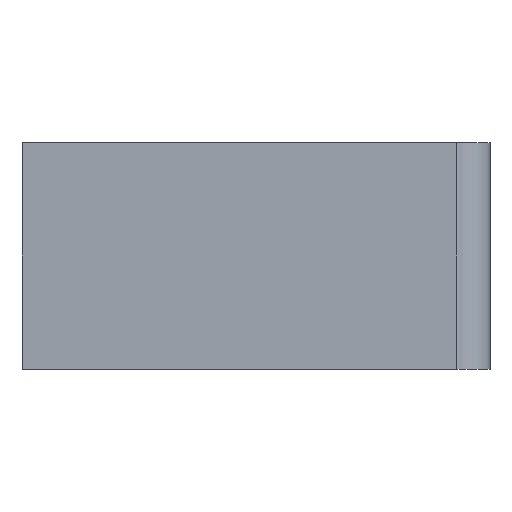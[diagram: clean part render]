
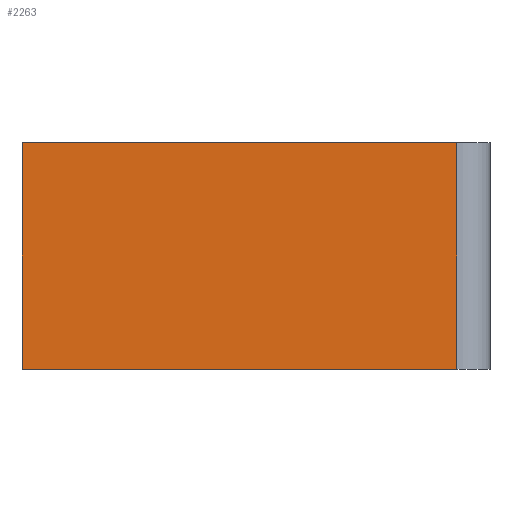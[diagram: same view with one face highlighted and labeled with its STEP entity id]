
A CAD part, left-side view. The second image highlights one B-rep face of the part: STEP entity #2263.
In plain terms, the highlighted planar face has unit normal (-1, 0, 0).
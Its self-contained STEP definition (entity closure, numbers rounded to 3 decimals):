
#39=PLANE('',#2415);
#151=FACE_OUTER_BOUND('',#281,.T.);
#281=EDGE_LOOP('',(#1667,#1668,#1669,#1670));
#418=LINE('',#3178,#714);
#466=LINE('',#3291,#762);
#472=LINE('',#3307,#768);
#478=LINE('',#3318,#774);
#714=VECTOR('',#2564,10.);
#762=VECTOR('',#2632,10.);
#768=VECTOR('',#2648,10.);
#774=VECTOR('',#2656,10.);
#1041=VERTEX_POINT('',#3171);
#1044=VERTEX_POINT('',#3176);
#1099=VERTEX_POINT('',#3290);
#1104=VERTEX_POINT('',#3306);
#1260=EDGE_CURVE('',#1044,#1041,#418,.T.);
#1316=EDGE_CURVE('',#1099,#1041,#466,.T.);
#1324=EDGE_CURVE('',#1104,#1099,#472,.T.);
#1330=EDGE_CURVE('',#1104,#1044,#478,.T.);
#1667=ORIENTED_EDGE('',*,*,#1260,.F.);
#1668=ORIENTED_EDGE('',*,*,#1330,.F.);
#1669=ORIENTED_EDGE('',*,*,#1324,.T.);
#1670=ORIENTED_EDGE('',*,*,#1316,.T.);
#2263=ADVANCED_FACE('',(#151),#39,.T.);
#2415=AXIS2_PLACEMENT_3D('',#3317,#2654,#2655);
#2564=DIRECTION('',(0.,0.,-1.));
#2632=DIRECTION('',(0.,-1.,0.));
#2648=DIRECTION('',(0.,0.,-1.));
#2654=DIRECTION('center_axis',(-1.,0.,0.));
#2655=DIRECTION('ref_axis',(0.,0.,1.));
#2656=DIRECTION('',(0.,-1.,0.));
#3171=CARTESIAN_POINT('',(41.,-37.7,3.));
#3176=CARTESIAN_POINT('',(41.,-37.7,20.));
#3178=CARTESIAN_POINT('',(41.,-37.7,8.));
#3290=CARTESIAN_POINT('',(41.,-5.,3.));
#3291=CARTESIAN_POINT('',(41.,-40.,3.));
#3306=CARTESIAN_POINT('',(41.,-5.,20.));
#3307=CARTESIAN_POINT('',(41.,-5.,8.));
#3317=CARTESIAN_POINT('Origin',(41.,-40.,8.));
#3318=CARTESIAN_POINT('',(41.,-39.138,20.));
